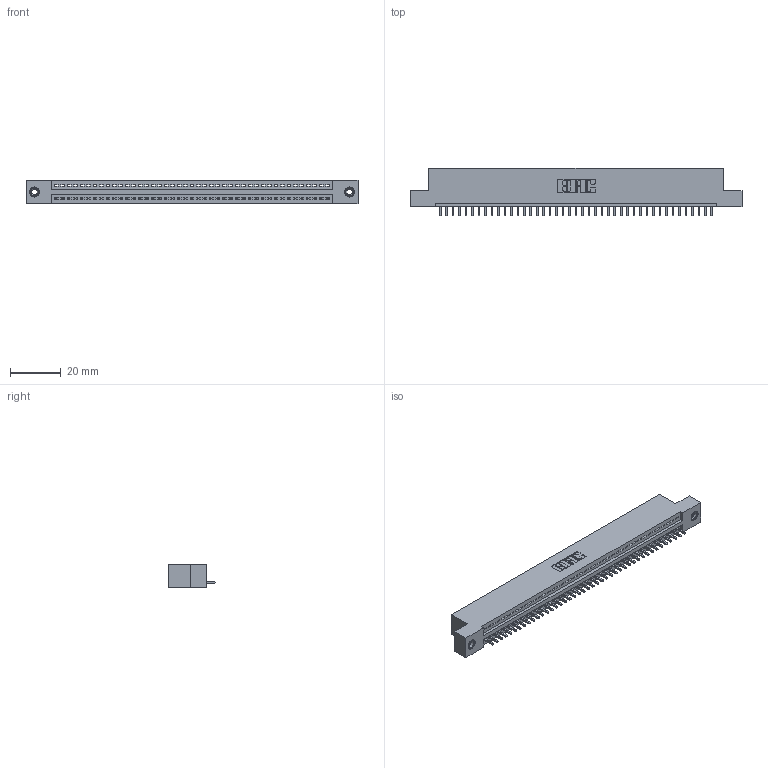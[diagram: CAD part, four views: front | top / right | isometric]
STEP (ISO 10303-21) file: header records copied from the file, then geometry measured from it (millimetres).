
FILE_DESCRIPTION (( 'STEP AP203' ), '1' );
FILE_NAME ('395-043-521-108.STEP', '2018-11-15T14:26:50', ( '' ), ( '' ), 'SwSTEP 2.0', 'SolidWorks 2016', '' );
FILE_SCHEMA (( 'CONFIG_CONTROL_DESIGN' ));
Length unit declared in the file: inch
Products named in the file (4): 345 Part_Flush Mounting Lugs - 0.156 Dia-TI; 345-250-001_345-250-003-102; 345-292-001_345-293-121; 395-043-521-108
Assembly tree (46 placements, depth 2):
  395-043-521-108
    345 Part_Flush Mounting Lugs - 0.156 Dia-TI
    345-292-001_345-293-121  x43
    345-250-001_345-250-003-102  x2
Bounding box: 130.43 x 18.72 x 9.4 mm (x, y, z)
Volume: 12267.6 mm3; surface area: 15856.8 mm2
Topology: 46 solids, 46 shells, 2680 faces, 8045 edges, 5298 vertices
Faces by surface type: plane 1832, cylinder 832, cone 12, torus 4
Entity records: 33432 total; most frequent: CARTESIAN_POINT 5772, ORIENTED_EDGE 5742, DIRECTION 5067, EDGE_CURVE 2871, LINE 2547, VECTOR 2547, VERTEX_POINT 1908, AXIS2_PLACEMENT_3D 1260
